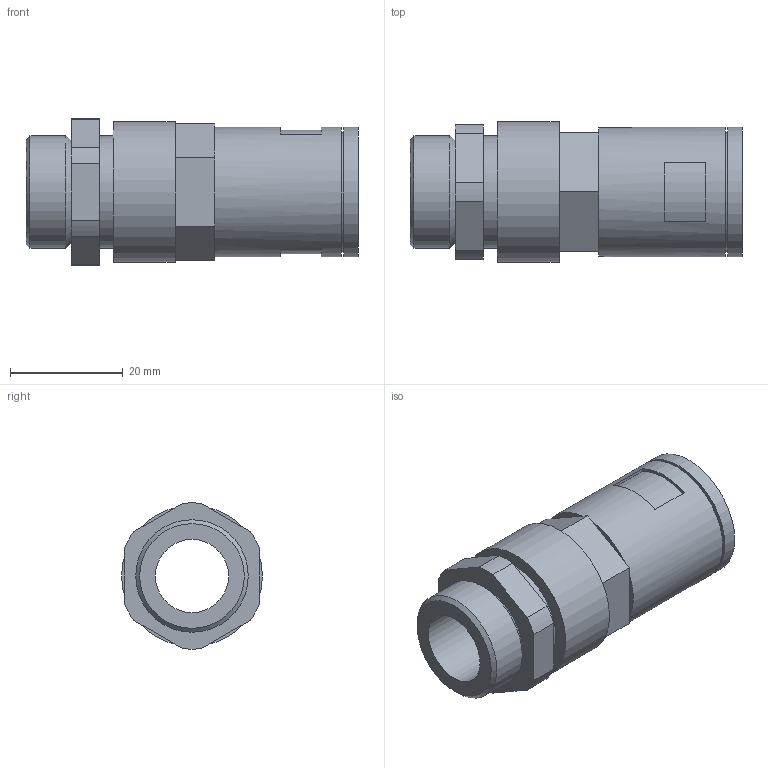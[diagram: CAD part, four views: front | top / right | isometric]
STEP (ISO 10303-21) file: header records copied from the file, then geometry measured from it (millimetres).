
FILE_DESCRIPTION( ( 'STEP AP203' ), '1' );
FILE_NAME( 'FLEXA RQGZ1-M 5109.015.220.stp', '2020-03-25T08:49:22', ( 'License CC BY-ND 4.0' ), ( 'CADENAS' ), ' ', 'PARTsolutions', ' ' );
FILE_SCHEMA( ( 'CONFIG_CONTROL_DESIGN' ) );
Length unit declared in the file: millimetre
Products named in the file (1): _FLEXA RQGZ1-M 5109.015.220
Bounding box: 59 x 25.02 x 25.98 mm (x, y, z)
Volume: 15331.1 mm3; surface area: 8209.6 mm2
Topology: 1 solids, 1 shells, 59 faces, 133 edges, 84 vertices
Faces by surface type: plane 41, cylinder 16, cone 2
Full cylindrical faces by diameter (mm): 13 x1, 15.8 x1, 20 x2, 21 x1, 23 x2, 25.02 x1
Entity records: 1610 total; most frequent: DIRECTION 288, CARTESIAN_POINT 260, ORIENTED_EDGE 238, EDGE_CURVE 119, AXIS2_PLACEMENT_3D 109, VERTEX_POINT 81, EDGE_LOOP 80, LINE 70
